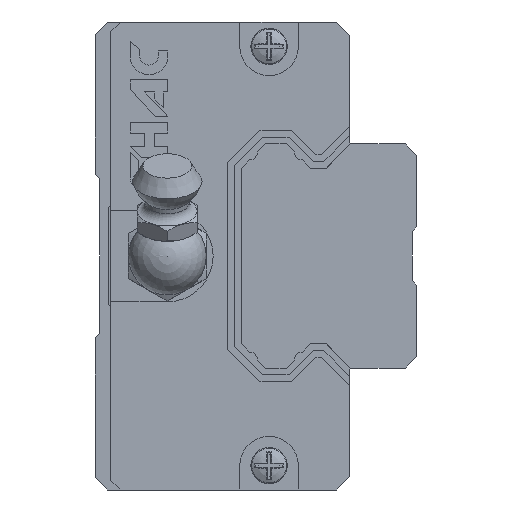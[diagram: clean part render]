
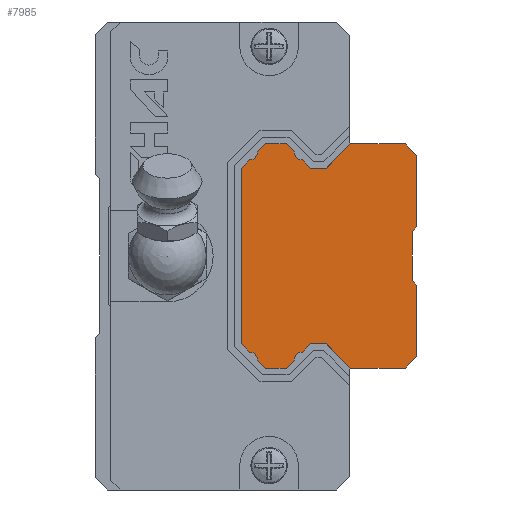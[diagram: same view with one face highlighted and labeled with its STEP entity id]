
A CAD part, left-side view. The second image highlights one B-rep face of the part: STEP entity #7985.
In plain terms, the highlighted planar face has unit normal (-1, 0, 0).
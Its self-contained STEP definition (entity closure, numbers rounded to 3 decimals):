
#202=LINE('',#11342,#1170);
#204=LINE('',#11346,#1172);
#208=LINE('',#11355,#1176);
#211=LINE('',#11361,#1179);
#215=LINE('',#11373,#1183);
#218=LINE('',#11379,#1186);
#221=LINE('',#11385,#1189);
#224=LINE('',#11391,#1192);
#227=LINE('',#11397,#1195);
#230=LINE('',#11403,#1198);
#233=LINE('',#11409,#1201);
#238=LINE('',#11419,#1206);
#241=LINE('',#11425,#1209);
#244=LINE('',#11431,#1212);
#247=LINE('',#11437,#1215);
#250=LINE('',#11443,#1218);
#253=LINE('',#11449,#1221);
#256=LINE('',#11455,#1224);
#260=LINE('',#11467,#1228);
#263=LINE('',#11473,#1231);
#266=LINE('',#11479,#1234);
#270=LINE('',#11491,#1238);
#273=LINE('',#11497,#1241);
#313=LINE('',#11589,#1281);
#1170=VECTOR('',#9125,1000.);
#1172=VECTOR('',#9129,1000.);
#1176=VECTOR('',#9135,1000.);
#1179=VECTOR('',#9140,1000.);
#1183=VECTOR('',#9152,1000.);
#1186=VECTOR('',#9157,1000.);
#1189=VECTOR('',#9162,1000.);
#1192=VECTOR('',#9167,1000.);
#1195=VECTOR('',#9172,1000.);
#1198=VECTOR('',#9177,1000.);
#1201=VECTOR('',#9182,1000.);
#1206=VECTOR('',#9193,1000.);
#1209=VECTOR('',#9198,1000.);
#1212=VECTOR('',#9203,1000.);
#1215=VECTOR('',#9208,1000.);
#1218=VECTOR('',#9213,1000.);
#1221=VECTOR('',#9218,1000.);
#1224=VECTOR('',#9223,1000.);
#1228=VECTOR('',#9235,1000.);
#1231=VECTOR('',#9240,1000.);
#1234=VECTOR('',#9245,1000.);
#1238=VECTOR('',#9257,1000.);
#1241=VECTOR('',#9262,1000.);
#1281=VECTOR('',#9316,1000.);
#2330=ORIENTED_EDGE('',*,*,#4461,.F.);
#2331=ORIENTED_EDGE('',*,*,#4586,.T.);
#2332=ORIENTED_EDGE('',*,*,#4583,.F.);
#2333=ORIENTED_EDGE('',*,*,#4537,.F.);
#2334=ORIENTED_EDGE('',*,*,#4534,.F.);
#2335=ORIENTED_EDGE('',*,*,#4531,.T.);
#2336=ORIENTED_EDGE('',*,*,#4528,.F.);
#2337=ORIENTED_EDGE('',*,*,#4525,.F.);
#2338=ORIENTED_EDGE('',*,*,#4522,.F.);
#2339=ORIENTED_EDGE('',*,*,#4519,.T.);
#2340=ORIENTED_EDGE('',*,*,#4516,.F.);
#2341=ORIENTED_EDGE('',*,*,#4513,.F.);
#2342=ORIENTED_EDGE('',*,*,#4510,.F.);
#2343=ORIENTED_EDGE('',*,*,#4507,.F.);
#2344=ORIENTED_EDGE('',*,*,#4504,.F.);
#2345=ORIENTED_EDGE('',*,*,#4501,.F.);
#2346=ORIENTED_EDGE('',*,*,#4498,.F.);
#2347=ORIENTED_EDGE('',*,*,#4459,.F.);
#2348=ORIENTED_EDGE('',*,*,#4492,.F.);
#2349=ORIENTED_EDGE('',*,*,#4489,.F.);
#2350=ORIENTED_EDGE('',*,*,#4486,.F.);
#2351=ORIENTED_EDGE('',*,*,#4483,.F.);
#2352=ORIENTED_EDGE('',*,*,#4480,.F.);
#2353=ORIENTED_EDGE('',*,*,#4477,.F.);
#2354=ORIENTED_EDGE('',*,*,#4474,.F.);
#2355=ORIENTED_EDGE('',*,*,#4471,.T.);
#2356=ORIENTED_EDGE('',*,*,#4468,.F.);
#2357=ORIENTED_EDGE('',*,*,#4465,.F.);
#4459=EDGE_CURVE('',#5616,#5617,#202,.T.);
#4461=EDGE_CURVE('',#5618,#5619,#204,.T.);
#4465=EDGE_CURVE('',#5619,#5622,#208,.T.);
#4468=EDGE_CURVE('',#5622,#5624,#211,.T.);
#4471=EDGE_CURVE('',#5626,#5624,#6398,.T.);
#4474=EDGE_CURVE('',#5626,#5628,#215,.T.);
#4477=EDGE_CURVE('',#5628,#5630,#218,.T.);
#4480=EDGE_CURVE('',#5630,#5632,#221,.T.);
#4483=EDGE_CURVE('',#5632,#5634,#224,.T.);
#4486=EDGE_CURVE('',#5634,#5636,#227,.T.);
#4489=EDGE_CURVE('',#5636,#5638,#230,.T.);
#4492=EDGE_CURVE('',#5638,#5616,#233,.T.);
#4498=EDGE_CURVE('',#5617,#5642,#238,.T.);
#4501=EDGE_CURVE('',#5642,#5644,#241,.T.);
#4504=EDGE_CURVE('',#5644,#5646,#244,.T.);
#4507=EDGE_CURVE('',#5646,#5648,#247,.T.);
#4510=EDGE_CURVE('',#5648,#5650,#250,.T.);
#4513=EDGE_CURVE('',#5650,#5652,#253,.T.);
#4516=EDGE_CURVE('',#5652,#5654,#256,.T.);
#4519=EDGE_CURVE('',#5656,#5654,#6401,.T.);
#4522=EDGE_CURVE('',#5656,#5658,#260,.T.);
#4525=EDGE_CURVE('',#5658,#5660,#263,.T.);
#4528=EDGE_CURVE('',#5660,#5662,#266,.T.);
#4531=EDGE_CURVE('',#5664,#5662,#6403,.T.);
#4534=EDGE_CURVE('',#5664,#5666,#270,.T.);
#4537=EDGE_CURVE('',#5666,#5668,#273,.T.);
#4583=EDGE_CURVE('',#5668,#5713,#313,.T.);
#4586=EDGE_CURVE('',#5618,#5713,#6411,.T.);
#5616=VERTEX_POINT('',#11341);
#5617=VERTEX_POINT('',#11343);
#5618=VERTEX_POINT('',#11347);
#5619=VERTEX_POINT('',#11348);
#5622=VERTEX_POINT('',#11356);
#5624=VERTEX_POINT('',#11362);
#5626=VERTEX_POINT('',#11368);
#5628=VERTEX_POINT('',#11374);
#5630=VERTEX_POINT('',#11380);
#5632=VERTEX_POINT('',#11386);
#5634=VERTEX_POINT('',#11392);
#5636=VERTEX_POINT('',#11398);
#5638=VERTEX_POINT('',#11404);
#5642=VERTEX_POINT('',#11420);
#5644=VERTEX_POINT('',#11426);
#5646=VERTEX_POINT('',#11432);
#5648=VERTEX_POINT('',#11438);
#5650=VERTEX_POINT('',#11444);
#5652=VERTEX_POINT('',#11450);
#5654=VERTEX_POINT('',#11456);
#5656=VERTEX_POINT('',#11462);
#5658=VERTEX_POINT('',#11468);
#5660=VERTEX_POINT('',#11474);
#5662=VERTEX_POINT('',#11480);
#5664=VERTEX_POINT('',#11486);
#5666=VERTEX_POINT('',#11492);
#5668=VERTEX_POINT('',#11498);
#5713=VERTEX_POINT('',#11590);
#6398=CIRCLE('',#8495,0.812);
#6401=CIRCLE('',#8514,0.812);
#6403=CIRCLE('',#8520,0.812);
#6411=CIRCLE('',#8532,0.812);
#6591=EDGE_LOOP('',(#2330,#2331,#2332,#2333,#2334,#2335,#2336,#2337,#2338,
#2339,#2340,#2341,#2342,#2343,#2344,#2345,#2346,#2347,#2348,#2349,#2350,
#2351,#2352,#2353,#2354,#2355,#2356,#2357));
#7109=FACE_BOUND('',#6591,.T.);
#7619=PLANE('',#8535);
#7985=ADVANCED_FACE('',(#7109),#7619,.F.);
#8495=AXIS2_PLACEMENT_3D('',#11367,#9145,#9146);
#8514=AXIS2_PLACEMENT_3D('',#11461,#9228,#9229);
#8520=AXIS2_PLACEMENT_3D('',#11485,#9250,#9251);
#8532=AXIS2_PLACEMENT_3D('',#11595,#9321,#9322);
#8535=AXIS2_PLACEMENT_3D('',#11598,#9327,#9328);
#9125=DIRECTION('',(0.,0.,-1.));
#9129=DIRECTION('',(0.,-0.707,0.707));
#9135=DIRECTION('',(0.,-1.,0.));
#9140=DIRECTION('',(0.,-0.707,-0.707));
#9145=DIRECTION('',(1.,0.,0.));
#9146=DIRECTION('',(0.,0.,-1.));
#9152=DIRECTION('',(0.,-0.707,-0.707));
#9157=DIRECTION('',(0.,-1.,0.));
#9162=DIRECTION('',(0.,-0.707,0.707));
#9167=DIRECTION('',(0.,-1.,0.));
#9172=DIRECTION('',(0.,-0.707,-0.707));
#9177=DIRECTION('',(0.,0.,-1.));
#9182=DIRECTION('',(0.,0.707,-0.707));
#9193=DIRECTION('',(0.,-0.707,-0.707));
#9198=DIRECTION('',(0.,0.,-1.));
#9203=DIRECTION('',(0.,0.707,-0.707));
#9208=DIRECTION('',(0.,1.,0.));
#9213=DIRECTION('',(0.,0.707,0.707));
#9218=DIRECTION('',(0.,1.,0.));
#9223=DIRECTION('',(0.,0.707,-0.707));
#9228=DIRECTION('',(1.,0.,0.));
#9229=DIRECTION('',(0.,0.,-1.));
#9235=DIRECTION('',(0.,0.707,-0.707));
#9240=DIRECTION('',(0.,1.,0.));
#9245=DIRECTION('',(0.,0.707,0.707));
#9250=DIRECTION('',(1.,0.,0.));
#9251=DIRECTION('',(0.,0.,-1.));
#9257=DIRECTION('',(0.,0.707,0.707));
#9262=DIRECTION('',(0.,0.,1.));
#9316=DIRECTION('',(0.,-0.707,0.707));
#9321=DIRECTION('',(1.,0.,0.));
#9322=DIRECTION('',(0.,0.,-1.));
#9327=DIRECTION('',(1.,0.,0.));
#9328=DIRECTION('',(0.,0.,-1.));
#11341=CARTESIAN_POINT('',(-50.,0.5,2.5));
#11342=CARTESIAN_POINT('',(-50.,0.5,2.5));
#11343=CARTESIAN_POINT('',(-50.,0.5,-2.5));
#11346=CARTESIAN_POINT('',(-50.,16.348,10.674));
#11347=CARTESIAN_POINT('',(-50.,16.348,10.674));
#11348=CARTESIAN_POINT('',(-50.,15.522,11.5));
#11355=CARTESIAN_POINT('',(-50.,15.522,11.5));
#11356=CARTESIAN_POINT('',(-50.,13.398,11.5));
#11361=CARTESIAN_POINT('',(-50.,13.398,11.5));
#11362=CARTESIAN_POINT('',(-50.,12.572,10.674));
#11367=CARTESIAN_POINT('',(-50.,11.76,10.66));
#11368=CARTESIAN_POINT('',(-50.,11.746,9.848));
#11373=CARTESIAN_POINT('',(-50.,11.746,9.848));
#11374=CARTESIAN_POINT('',(-50.,10.92,9.022));
#11379=CARTESIAN_POINT('',(-50.,10.92,9.022));
#11380=CARTESIAN_POINT('',(-50.,9.253,9.022));
#11385=CARTESIAN_POINT('',(-50.,9.253,9.022));
#11386=CARTESIAN_POINT('',(-50.,6.775,11.5));
#11391=CARTESIAN_POINT('',(-50.,6.775,11.5));
#11392=CARTESIAN_POINT('',(-50.,1.2,11.5));
#11397=CARTESIAN_POINT('',(-50.,1.2,11.5));
#11398=CARTESIAN_POINT('',(-50.,0.,10.3));
#11403=CARTESIAN_POINT('',(-50.,0.,10.3));
#11404=CARTESIAN_POINT('',(-50.,0.,3.));
#11409=CARTESIAN_POINT('',(-50.,0.,3.));
#11419=CARTESIAN_POINT('',(-50.,0.5,-2.5));
#11420=CARTESIAN_POINT('',(-50.,0.,-3.));
#11425=CARTESIAN_POINT('',(-50.,0.,-3.));
#11426=CARTESIAN_POINT('',(-50.,0.,-10.3));
#11431=CARTESIAN_POINT('',(-50.,0.,-10.3));
#11432=CARTESIAN_POINT('',(-50.,1.2,-11.5));
#11437=CARTESIAN_POINT('',(-50.,1.2,-11.5));
#11438=CARTESIAN_POINT('',(-50.,6.775,-11.5));
#11443=CARTESIAN_POINT('',(-50.,6.775,-11.5));
#11444=CARTESIAN_POINT('',(-50.,9.253,-9.022));
#11449=CARTESIAN_POINT('',(-50.,9.253,-9.022));
#11450=CARTESIAN_POINT('',(-50.,10.92,-9.022));
#11455=CARTESIAN_POINT('',(-50.,10.92,-9.022));
#11456=CARTESIAN_POINT('',(-50.,11.746,-9.848));
#11461=CARTESIAN_POINT('',(-50.,11.76,-10.66));
#11462=CARTESIAN_POINT('',(-50.,12.572,-10.674));
#11467=CARTESIAN_POINT('',(-50.,12.572,-10.674));
#11468=CARTESIAN_POINT('',(-50.,13.398,-11.5));
#11473=CARTESIAN_POINT('',(-50.,13.398,-11.5));
#11474=CARTESIAN_POINT('',(-50.,15.522,-11.5));
#11479=CARTESIAN_POINT('',(-50.,15.522,-11.5));
#11480=CARTESIAN_POINT('',(-50.,16.348,-10.674));
#11485=CARTESIAN_POINT('',(-50.,17.16,-10.66));
#11486=CARTESIAN_POINT('',(-50.,17.174,-9.848));
#11491=CARTESIAN_POINT('',(-50.,17.174,-9.848));
#11492=CARTESIAN_POINT('',(-50.,18.,-9.022));
#11497=CARTESIAN_POINT('',(-50.,18.,-9.022));
#11498=CARTESIAN_POINT('',(-50.,18.,9.022));
#11589=CARTESIAN_POINT('',(-50.,18.,9.022));
#11590=CARTESIAN_POINT('',(-50.,17.174,9.848));
#11595=CARTESIAN_POINT('',(-50.,17.16,10.66));
#11598=CARTESIAN_POINT('',(-50.,11.76,10.66));
